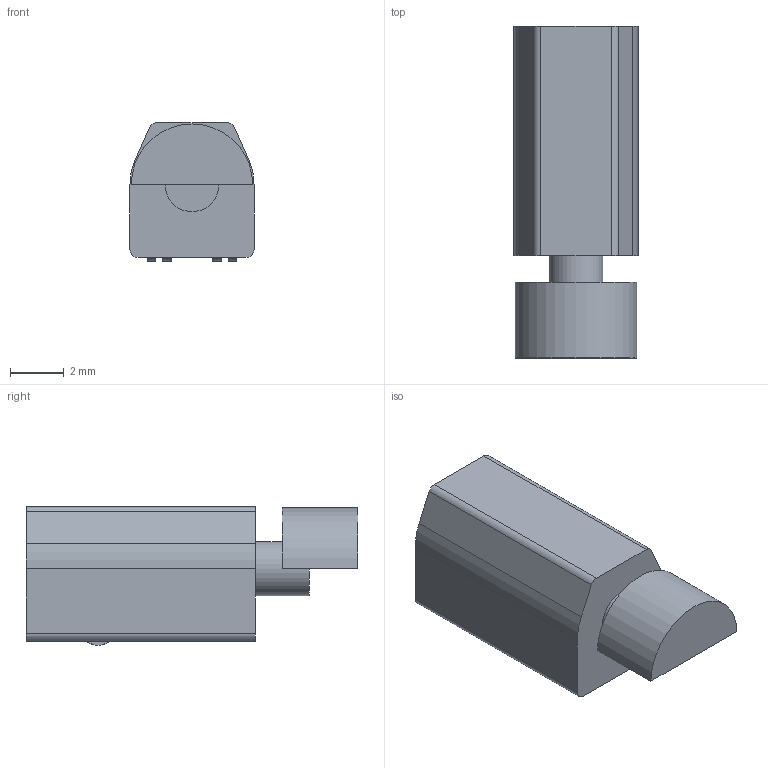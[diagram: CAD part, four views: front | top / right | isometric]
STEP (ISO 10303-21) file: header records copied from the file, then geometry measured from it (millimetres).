
FILE_DESCRIPTION(('FreeCAD Model'),'2;1');
FILE_NAME('Part_cp_sp.step', '2020-10-29T18:18:02',('kicad StepUp'),('ksu MCAD'), 'Open CASCADE STEP processor 7.3','FreeCAD','Unknown');
FILE_SCHEMA(('AUTOMOTIVE_DESIGN { 1 0 10303 214 1 1 1 1 }'));
Length unit declared in the file: millimetre
Products named in the file (1): Part_cp_sp
Bounding box: 4.6 x 12.3 x 5.14 mm (x, y, z)
Volume: 192.4 mm3; surface area: 284.5 mm2
Topology: 4 solids, 4 shells, 56 faces, 140 edges, 93 vertices
Faces by surface type: plane 32, cylinder 24
Full cylindrical faces by diameter (mm): 2 x1
Entity records: 2332 total; most frequent: CARTESIAN_POINT 528, DIRECTION 287, ORIENTED_EDGE 280, EDGE_CURVE 140, AXIS2_PLACEMENT_3D 102, VERTEX_POINT 93, LINE 83, VECTOR 83
